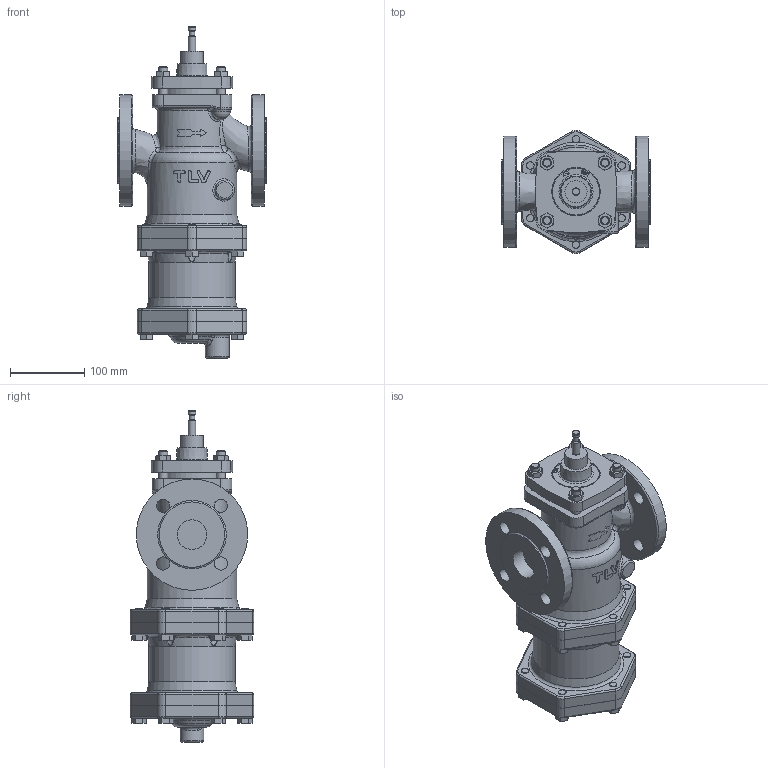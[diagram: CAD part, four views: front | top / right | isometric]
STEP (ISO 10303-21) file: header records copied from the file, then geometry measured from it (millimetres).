
FILE_DESCRIPTION(/* description */ (''),/* implementation_level */ '2;1');
FILE_NAME(/* name */ 'rcv16-040-e0025-01.stp',/* time_stamp */ '2019-06-20T10:18:14+09:00',/* author */ ('asada'),/* organization */ (''),/* preprocessor_version */ 'ST-DEVELOPER v15.6',/* originating_system */ 'Autodesk Inventor 2015',/* authorisation */ '');
FILE_SCHEMA (('AUTOMOTIVE_DESIGN { 1 0 10303 214 3 1 1 }'));
Length unit declared in the file: centimetre
Products named in the file (1): rcv16-040-e0025-01
Bounding box: 200 x 166.02 x 447 mm (x, y, z)
Volume: 4912442.1 mm3; surface area: 383403.6 mm2
Topology: 1 solids, 4 shells, 710 faces, 1769 edges, 1120 vertices
Faces by surface type: plane 272, bspline 175, cylinder 156, torus 62, cone 43, sphere 2
Full cylindrical faces by diameter (mm): 7.5 x1, 10 x26, 10.106 x2, 12 x22, 13 x4, 17.475 x1, 18 x8, 18.014 x1, 29.97 x1, 32 x1, 40 x2, 64 x1, 65.3 x1, 87.837 x1, 88 x2, 88.473 x1, 90.862 x1, 116 x1, 120 x1, 150 x2
Entity records: 27645 total; most frequent: CARTESIAN_POINT 12400, ORIENTED_EDGE 3174, DIRECTION 2758, EDGE_CURVE 1587, VERTEX_POINT 1063, AXIS2_PLACEMENT_3D 1049, EDGE_LOOP 936, FACE_OUTER_BOUND 710
